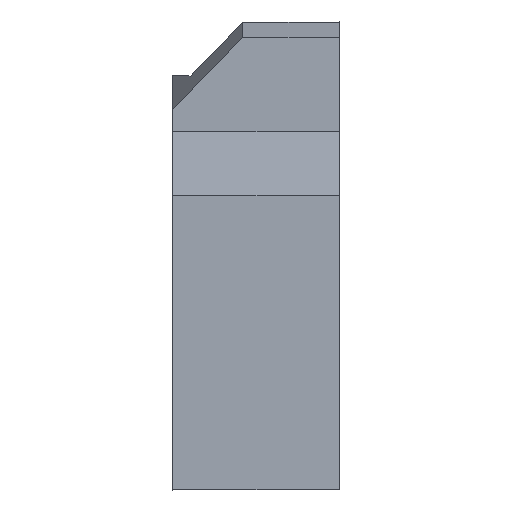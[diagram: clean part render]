
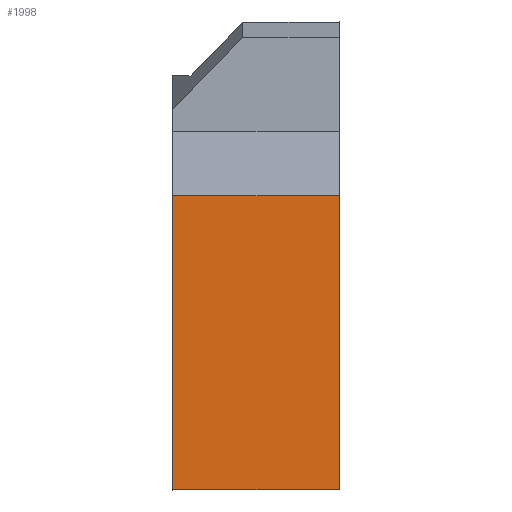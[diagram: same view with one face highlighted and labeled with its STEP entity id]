
A CAD part, left-side view. The second image highlights one B-rep face of the part: STEP entity #1998.
In plain terms, the highlighted planar face has unit normal (-1, 0, 0).
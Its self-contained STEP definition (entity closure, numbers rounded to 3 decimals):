
#253=FACE_OUTER_BOUND('',#372,.T.);
#372=EDGE_LOOP('',(#1632,#1633,#1634,#1635));
#446=LINE('',#2817,#624);
#519=LINE('',#3116,#697);
#564=LINE('',#3391,#742);
#565=LINE('',#3392,#743);
#624=VECTOR('',#2285,10.);
#697=VECTOR('',#2472,10.);
#742=VECTOR('',#2593,10.);
#743=VECTOR('',#2594,10.);
#805=VERTEX_POINT('',#2814);
#806=VERTEX_POINT('',#2816);
#887=VERTEX_POINT('',#3115);
#923=VERTEX_POINT('',#3390);
#1003=EDGE_CURVE('',#805,#806,#446,.F.);
#1114=EDGE_CURVE('',#806,#887,#519,.F.);
#1182=EDGE_CURVE('',#805,#923,#564,.F.);
#1183=EDGE_CURVE('',#887,#923,#565,.F.);
#1632=ORIENTED_EDGE('',*,*,#1114,.F.);
#1633=ORIENTED_EDGE('',*,*,#1003,.F.);
#1634=ORIENTED_EDGE('',*,*,#1182,.T.);
#1635=ORIENTED_EDGE('',*,*,#1183,.F.);
#1902=PLANE('',#2164);
#1998=ADVANCED_FACE('',(#253),#1902,.T.);
#2164=AXIS2_PLACEMENT_3D('',#3389,#2591,#2592);
#2285=DIRECTION('',(0.,-1.,0.));
#2472=DIRECTION('',(0.,0.,-1.));
#2591=DIRECTION('center_axis',(-1.,0.,0.));
#2592=DIRECTION('ref_axis',(0.,0.,
-1.));
#2593=DIRECTION('',(0.,0.,-1.));
#2594=DIRECTION('',(0.,1.,0.));
#2814=CARTESIAN_POINT('',(89.158,138.861,5.13));
#2816=CARTESIAN_POINT('',(89.158,149.061,5.13));
#2817=CARTESIAN_POINT('',(89.158,103.686,5.13));
#3115=CARTESIAN_POINT('',(89.158,149.061,23.129));
#3116=CARTESIAN_POINT('',(89.158,149.061,20.732));
#3389=CARTESIAN_POINT('Origin',(89.158,86.261,22.03));
#3390=CARTESIAN_POINT('',(89.158,138.861,23.129));
#3391=CARTESIAN_POINT('',(89.158,138.861,29.529));
#3392=CARTESIAN_POINT('',(89.158,115.361,23.129));
